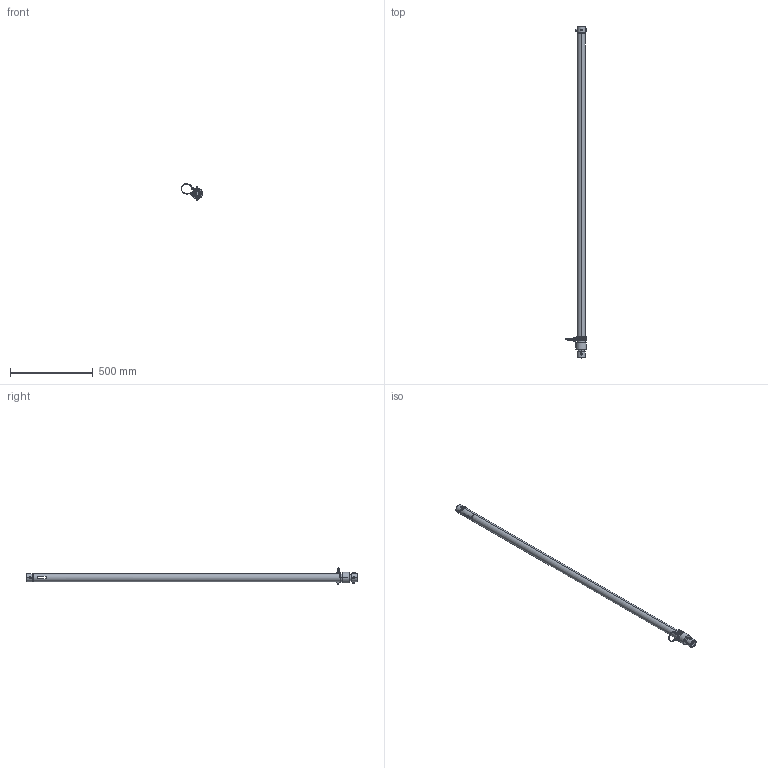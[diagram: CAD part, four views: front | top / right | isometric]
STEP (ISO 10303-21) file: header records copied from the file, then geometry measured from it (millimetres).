
FILE_DESCRIPTION (( 'STEP AP203' ), '1' );
FILE_NAME ('T45797.STEP', '2018-07-30T11:31:53', ( '' ), ( '' ), 'SwSTEP 2.0', 'SolidWorks 2016', '' );
FILE_SCHEMA (( 'CONFIG_CONTROL_DESIGN' ));
Length unit declared in the file: millimetre
Products named in the file (24): T45756; S3152; S3415; Single Coil Rectangular Section Spring Washer_Doughty Fastners_Rectangular section spring washer BS 4464 - 8 (Type B); Hex Screw GradeC_Doughty Fastners_ISO 4018 - M8 x 25-WS; TH3024; TH3351_TH3353; T45797; T405001 (TH3327)_T40500 (TH3379); TH3328; TH3022; TH3355_TH3356; S3415-1_Lock-Pin-LSR-Hook-8951-Lesjofors; TH3116; TH3025; TH3135; TH3361_TH3362; SW3dPS-nyloc nut, st stl a2 iso_M8 NYLOC; TH3026; S3491; S3415-2_Lock-Pin-LSR-Sprint-8951-Lesjofors; TH3023; TH3327_TH3379; TH3357_TH3359
Assembly tree (25 placements, depth 4):
  T45797
    TH3351_TH3353
      TH3355_TH3356
      TH3116
    TH3357_TH3359
      TH3361_TH3362
      TH3022
      TH3025
    T45756  x2
      TH3135
      SW3dPS-nyloc nut, st stl a2 iso_M8 NYLOC
    TH3327_TH3379
      TH3328
      S3415
        S3415-2_Lock-Pin-LSR-Sprint-8951-Lesjofors
        S3415-1_Lock-Pin-LSR-Hook-8951-Lesjofors
      T405001 (TH3327)_T40500 (TH3379)
      S3152  x2
    TH3026
    Single Coil Rectangular Section Spring Washer_Doughty Fastners_Rectangular section spring washer BS 4464 - 8 (Type B)
    Hex Screw GradeC_Doughty Fastners_ISO 4018 - M8 x 25-WS
    TH3023
    TH3024
    S3491
Bounding box: 129.33 x 2000.5 x 99.03 mm (x, y, z)
Volume: 1888896.5 mm3; surface area: 961589 mm2
Topology: 21 solids, 21 shells, 714 faces, 2212 edges, 1387 vertices
Faces by surface type: cylinder 343, cone 180, plane 98, torus 80, bspline 11, sphere 2
Entity records: 40594 total; most frequent: CARTESIAN_POINT 20174, ORIENTED_EDGE 4192, DIRECTION 3367, EDGE_CURVE 2096, AXIS2_PLACEMENT_3D 1333, VERTEX_POINT 1319, EDGE_LOOP 711, B_SPLINE_CURVE_WITH_KNOTS 704
